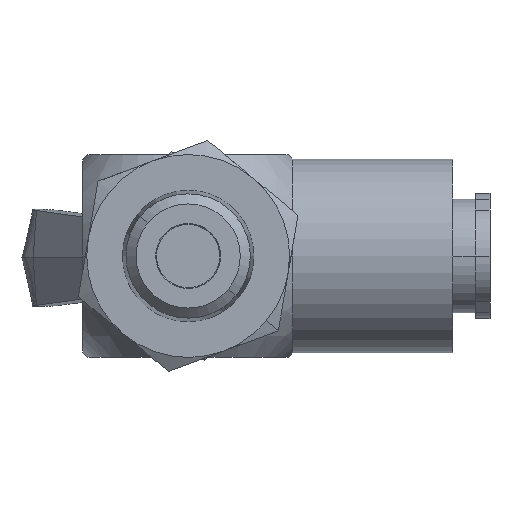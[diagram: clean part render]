
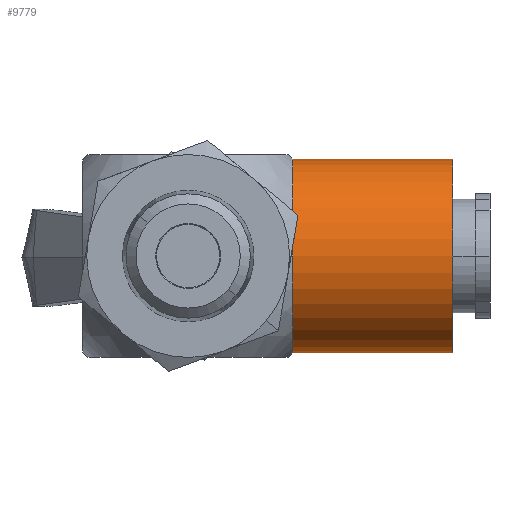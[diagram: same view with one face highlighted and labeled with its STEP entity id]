
A CAD part, left-side view. The second image highlights one B-rep face of the part: STEP entity #9779.
In plain terms, the highlighted cylindrical face has radius 7.582 mm (diameter 15.164 mm), a partial arc.
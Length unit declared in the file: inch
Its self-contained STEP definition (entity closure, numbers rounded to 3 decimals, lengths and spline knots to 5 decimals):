
#206 = DIRECTION ( 'NONE',  ( 0., 0., -1. ) ) ;
#239 = DIRECTION ( 'NONE',  ( 0., 0., -1. ) ) ;
#253 = DIRECTION ( 'NONE',  ( 0., 0., -1. ) ) ;
#479 = EDGE_CURVE ( 'NONE', #15872, #17381, #6734, .T. ) ;
#917 = VERTEX_POINT ( 'NONE', #5913 ) ;
#1203 = AXIS2_PLACEMENT_3D ( 'NONE', #8080, #1542, #239 ) ;
#1542 = DIRECTION ( 'NONE',  ( 0., -1., 0. ) ) ;
#1877 = CYLINDRICAL_SURFACE ( 'NONE', #14688, 0.2985 ) ;
#3096 = CARTESIAN_POINT ( 'NONE',  ( -0.6875, -0.582, 0.5075 ) ) ;
#3766 = EDGE_CURVE ( 'NONE', #11312, #5001, #7242, .T. ) ;
#4021 = CARTESIAN_POINT ( 'NONE',  ( -0.6875, -0.09, 0.209 ) ) ;
#4283 = AXIS2_PLACEMENT_3D ( 'NONE', #4873, #14307, #15669 ) ;
#4354 = DIRECTION ( 'NONE',  ( 0., -1., 0. ) ) ;
#4873 = CARTESIAN_POINT ( 'NONE',  ( -0.6875, -0.582, 0.209 ) ) ;
#5001 = VERTEX_POINT ( 'NONE', #14604 ) ;
#5913 = CARTESIAN_POINT ( 'NONE',  ( -0.6875, -0.582, 0.5075 ) ) ;
#5984 = ORIENTED_EDGE ( 'NONE', *, *, #3766, .T. ) ;
#6212 = CIRCLE ( 'NONE', #7200, 0.2985 ) ;
#6734 = LINE ( 'NONE', #7571, #16446 ) ;
#6776 = DIRECTION ( 'NONE',  ( 0., -1., 0. ) ) ;
#7200 = AXIS2_PLACEMENT_3D ( 'NONE', #4021, #6776, #206 ) ;
#7242 = CIRCLE ( 'NONE', #1203, 0.2985 ) ;
#7571 = CARTESIAN_POINT ( 'NONE',  ( -0.6875, -0.582, -0.0895 ) ) ;
#8008 = CARTESIAN_POINT ( 'NONE',  ( -0.6875, -0.582, -0.0895 ) ) ;
#8068 = EDGE_CURVE ( 'NONE', #5001, #15872, #6212, .T. ) ;
#8080 = CARTESIAN_POINT ( 'NONE',  ( -0.6875, -0.09, 0.209 ) ) ;
#8270 = CARTESIAN_POINT ( 'NONE',  ( -0.6875, -0.582, 0.209 ) ) ;
#8357 = ORIENTED_EDGE ( 'NONE', *, *, #16202, .F. ) ;
#8403 = CIRCLE ( 'NONE', #4283, 0.2985 ) ;
#8621 = DIRECTION ( 'NONE',  ( 0., -1., 0. ) ) ;
#8710 = LINE ( 'NONE', #3096, #12040 ) ;
#8939 = DIRECTION ( 'NONE',  ( 0., -1., 0. ) ) ;
#9779 = ADVANCED_FACE ( 'NONE', ( #11777 ), #1877, .T. ) ;
#10566 = CARTESIAN_POINT ( 'NONE',  ( -0.6875, -0.09, -0.0895 ) ) ;
#11312 = VERTEX_POINT ( 'NONE', #16518 ) ;
#11643 = EDGE_LOOP ( 'NONE', ( #8357, #5984, #13210, #13368, #15510 ) ) ;
#11777 = FACE_OUTER_BOUND ( 'NONE', #11643, .T. ) ;
#12040 = VECTOR ( 'NONE', #8621, 39.37008 ) ;
#13210 = ORIENTED_EDGE ( 'NONE', *, *, #8068, .T. ) ;
#13368 = ORIENTED_EDGE ( 'NONE', *, *, #479, .T. ) ;
#14307 = DIRECTION ( 'NONE',  ( 0., -1., 0. ) ) ;
#14604 = CARTESIAN_POINT ( 'NONE',  ( -0.986, -0.09, 0.209 ) ) ;
#14688 = AXIS2_PLACEMENT_3D ( 'NONE', #8270, #4354, #253 ) ;
#15510 = ORIENTED_EDGE ( 'NONE', *, *, #16733, .F. ) ;
#15669 = DIRECTION ( 'NONE',  ( 0., 0., -1. ) ) ;
#15872 = VERTEX_POINT ( 'NONE', #10566 ) ;
#16202 = EDGE_CURVE ( 'NONE', #11312, #917, #8710, .T. ) ;
#16446 = VECTOR ( 'NONE', #8939, 39.37008 ) ;
#16518 = CARTESIAN_POINT ( 'NONE',  ( -0.6875, -0.09, 0.5075 ) ) ;
#16733 = EDGE_CURVE ( 'NONE', #917, #17381, #8403, .T. ) ;
#17381 = VERTEX_POINT ( 'NONE', #8008 ) ;
